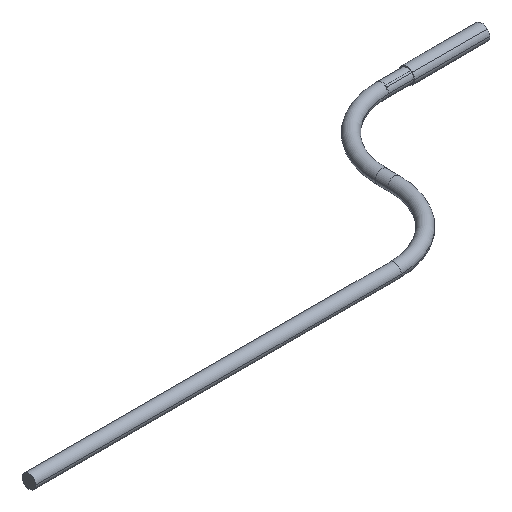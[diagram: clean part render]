
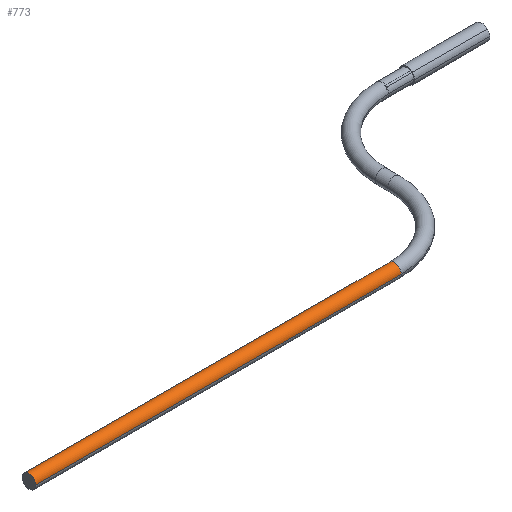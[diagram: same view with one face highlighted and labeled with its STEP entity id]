
A CAD part, isometric view. The second image highlights one B-rep face of the part: STEP entity #773.
In plain terms, the highlighted cylindrical face has radius 3.429 mm (diameter 6.858 mm), a partial arc.
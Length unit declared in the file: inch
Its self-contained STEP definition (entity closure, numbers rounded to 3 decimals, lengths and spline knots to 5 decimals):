
#35 = CARTESIAN_POINT ( 'NONE',  ( -12.30566, -3.115, 0. ) ) ;
#39 = CIRCLE ( 'NONE', #1275, 0.135 ) ;
#54 = DIRECTION ( 'NONE',  ( -1., 0., 0. ) ) ;
#115 = VERTEX_POINT ( 'NONE', #1186 ) ;
#160 = CARTESIAN_POINT ( 'NONE',  ( -12.30566, -3.385, 0. ) ) ;
#275 = EDGE_CURVE ( 'NONE', #322, #1181, #664, .T. ) ;
#296 = CARTESIAN_POINT ( 'NONE',  ( -5.001, -3.25, 0. ) ) ;
#311 = AXIS2_PLACEMENT_3D ( 'NONE', #1187, #54, #369 ) ;
#322 = VERTEX_POINT ( 'NONE', #1058 ) ;
#369 = DIRECTION ( 'NONE',  ( 0., -1., 0. ) ) ;
#402 = EDGE_LOOP ( 'NONE', ( #1313, #1148, #1280, #1326 ) ) ;
#405 = DIRECTION ( 'NONE',  ( -1., 0., 0. ) ) ;
#478 = FACE_OUTER_BOUND ( 'NONE', #402, .T. ) ;
#486 = DIRECTION ( 'NONE',  ( -1., 0., 0. ) ) ;
#509 = CARTESIAN_POINT ( 'NONE',  ( -5.001, -3.115, 0. ) ) ;
#550 = CARTESIAN_POINT ( 'NONE',  ( -12.30566, -3.25, 0. ) ) ;
#573 = DIRECTION ( 'NONE',  ( 0., -1., 0. ) ) ;
#596 = CARTESIAN_POINT ( 'NONE',  ( -5.001, -3.385, 0. ) ) ;
#605 = VECTOR ( 'NONE', #486, 39.37008 ) ;
#664 = LINE ( 'NONE', #596, #605 ) ;
#665 = EDGE_CURVE ( 'NONE', #322, #115, #672, .T. ) ;
#670 = VECTOR ( 'NONE', #922, 39.37008 ) ;
#672 = CIRCLE ( 'NONE', #311, 0.135 ) ;
#773 = ADVANCED_FACE ( 'NONE', ( #478 ), #1002, .T. ) ;
#861 = DIRECTION ( 'NONE',  ( 0., -1., 0. ) ) ;
#917 = DIRECTION ( 'NONE',  ( -1., 0., 0. ) ) ;
#922 = DIRECTION ( 'NONE',  ( -1., 0., 0. ) ) ;
#948 = LINE ( 'NONE', #509, #670 ) ;
#1002 = CYLINDRICAL_SURFACE ( 'NONE', #1328, 0.135 ) ;
#1053 = VERTEX_POINT ( 'NONE', #35 ) ;
#1058 = CARTESIAN_POINT ( 'NONE',  ( -5.001, -3.385, 0. ) ) ;
#1070 = EDGE_CURVE ( 'NONE', #115, #1053, #948, .T. ) ;
#1148 = ORIENTED_EDGE ( 'NONE', *, *, #1070, .T. ) ;
#1158 = EDGE_CURVE ( 'NONE', #1181, #1053, #39, .T. ) ;
#1181 = VERTEX_POINT ( 'NONE', #160 ) ;
#1186 = CARTESIAN_POINT ( 'NONE',  ( -5.001, -3.115, 0. ) ) ;
#1187 = CARTESIAN_POINT ( 'NONE',  ( -5.001, -3.25, 0. ) ) ;
#1275 = AXIS2_PLACEMENT_3D ( 'NONE', #550, #405, #573 ) ;
#1280 = ORIENTED_EDGE ( 'NONE', *, *, #1158, .F. ) ;
#1313 = ORIENTED_EDGE ( 'NONE', *, *, #665, .T. ) ;
#1326 = ORIENTED_EDGE ( 'NONE', *, *, #275, .F. ) ;
#1328 = AXIS2_PLACEMENT_3D ( 'NONE', #296, #917, #861 ) ;
